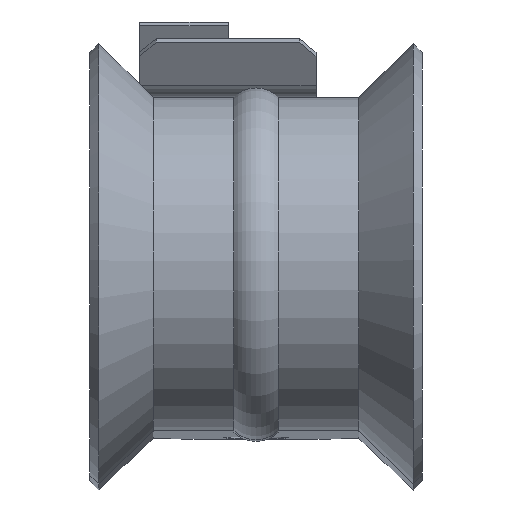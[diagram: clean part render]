
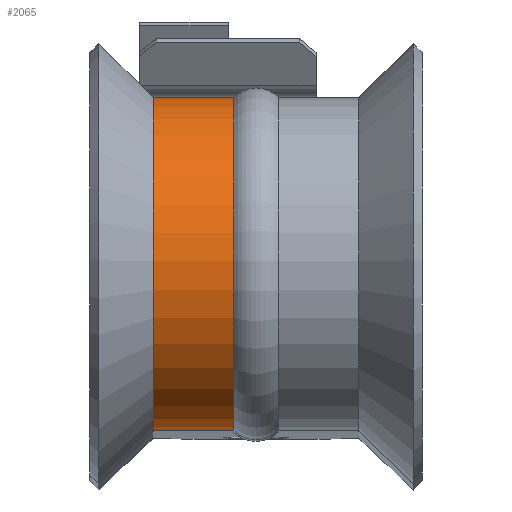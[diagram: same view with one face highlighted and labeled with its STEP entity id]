
A CAD part, top view. The second image highlights one B-rep face of the part: STEP entity #2065.
In plain terms, the highlighted cylindrical face has radius 18.05 mm (diameter 36.1 mm), a partial arc.
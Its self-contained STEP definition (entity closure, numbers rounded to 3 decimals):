
#128 = CARTESIAN_POINT ( 'NONE',  ( -36.092, -89.77, -11.1 ) ) ;
#367 = AXIS2_PLACEMENT_3D ( 'NONE', #1123, #1250, #604 ) ;
#409 = DIRECTION ( 'NONE',  ( 0., 0., -1. ) ) ;
#494 = CIRCLE ( 'NONE', #367, 18.05 ) ;
#593 = LINE ( 'NONE', #1352, #4940 ) ;
#604 = DIRECTION ( 'NONE',  ( -1., 0., 0. ) ) ;
#1123 = CARTESIAN_POINT ( 'NONE',  ( -18.05, -89.25, 2.4 ) ) ;
#1128 = CIRCLE ( 'NONE', #2407, 18.05 ) ;
#1250 = DIRECTION ( 'NONE',  ( 0., 0., -1. ) ) ;
#1352 = CARTESIAN_POINT ( 'NONE',  ( 0., -89.25, -11.1 ) ) ;
#1443 = CARTESIAN_POINT ( 'NONE',  ( -18.05, -89.25, 0. ) ) ;
#1525 = AXIS2_PLACEMENT_3D ( 'NONE', #1443, #7578, #5695 ) ;
#1736 = ORIENTED_EDGE ( 'NONE', *, *, #4205, .T. ) ;
#1836 = LINE ( 'NONE', #128, #5895 ) ;
#2065 = ADVANCED_FACE ( 'NONE', ( #2604 ), #5658, .T. ) ;
#2407 = AXIS2_PLACEMENT_3D ( 'NONE', #5851, #409, #4656 ) ;
#2447 = VERTEX_POINT ( 'NONE', #7670 ) ;
#2472 = DIRECTION ( 'NONE',  ( 0., 0., -1. ) ) ;
#2604 = FACE_OUTER_BOUND ( 'NONE', #4459, .T. ) ;
#2745 = EDGE_CURVE ( 'NONE', #5057, #6031, #494, .T. ) ;
#3029 = DIRECTION ( 'NONE',  ( 0., 0., -1. ) ) ;
#4205 = EDGE_CURVE ( 'NONE', #2447, #5621, #1128, .T. ) ;
#4228 = CARTESIAN_POINT ( 'NONE',  ( -36.092, -89.77, 2.4 ) ) ;
#4459 = EDGE_LOOP ( 'NONE', ( #7143, #4726, #1736, #6064 ) ) ;
#4656 = DIRECTION ( 'NONE',  ( -1., 0., 0. ) ) ;
#4726 = ORIENTED_EDGE ( 'NONE', *, *, #7592, .F. ) ;
#4940 = VECTOR ( 'NONE', #2472, 1000. ) ;
#5057 = VERTEX_POINT ( 'NONE', #7030 ) ;
#5621 = VERTEX_POINT ( 'NONE', #6070 ) ;
#5658 = CYLINDRICAL_SURFACE ( 'NONE', #1525, 18.05 ) ;
#5695 = DIRECTION ( 'NONE',  ( -1., 0., 0. ) ) ;
#5851 = CARTESIAN_POINT ( 'NONE',  ( -18.05, -89.25, 11.1 ) ) ;
#5895 = VECTOR ( 'NONE', #3029, 1000. ) ;
#6008 = EDGE_CURVE ( 'NONE', #5621, #6031, #1836, .T. ) ;
#6031 = VERTEX_POINT ( 'NONE', #4228 ) ;
#6064 = ORIENTED_EDGE ( 'NONE', *, *, #6008, .T. ) ;
#6070 = CARTESIAN_POINT ( 'NONE',  ( -36.092, -89.77, 11.1 ) ) ;
#7030 = CARTESIAN_POINT ( 'NONE',  ( 0., -89.25, 2.4 ) ) ;
#7143 = ORIENTED_EDGE ( 'NONE', *, *, #2745, .F. ) ;
#7578 = DIRECTION ( 'NONE',  ( 0., 0., -1. ) ) ;
#7592 = EDGE_CURVE ( 'NONE', #2447, #5057, #593, .T. ) ;
#7670 = CARTESIAN_POINT ( 'NONE',  ( 0., -89.25, 11.1 ) ) ;
